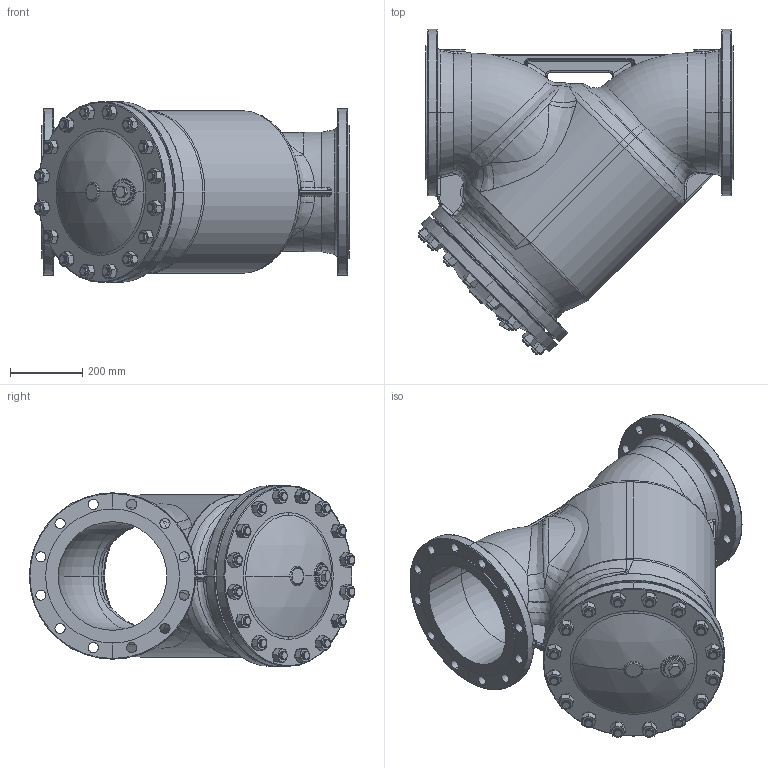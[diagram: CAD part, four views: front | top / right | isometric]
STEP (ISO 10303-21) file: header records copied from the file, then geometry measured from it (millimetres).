
FILE_DESCRIPTION (( 'STEP AP203' ), '1' );
FILE_NAME ('821_DN300_PN16.STEP', '2010-01-08T12:08:45', ( 'Piotr Zlobecki' ), ( 'ZETKAMA SA' ), 'SwSTEP 2.0', 'SolidWorks 2010', '' );
FILE_SCHEMA (( 'CONFIG_CONTROL_DESIGN' ));
Length unit declared in the file: millimetre
Products named in the file (1): 821_DN300_PN16
Bounding box: 869.28 x 899.28 x 500 mm (x, y, z)
Volume: 42691010.1 mm3; surface area: 3961388.7 mm2
Topology: 35 solids, 35 shells, 1591 faces, 3509 edges, 2012 vertices
Faces by surface type: cylinder 459, plane 359, cone 342, torus 223, bspline 186, sphere 22
Entity records: 122386 total; most frequent: CARTESIAN_POINT 88279, DIRECTION 7150, ORIENTED_EDGE 6982, EDGE_CURVE 3491, AXIS2_PLACEMENT_3D 3058, VERTEX_POINT 2012, EDGE_LOOP 1785, CIRCLE 1652
